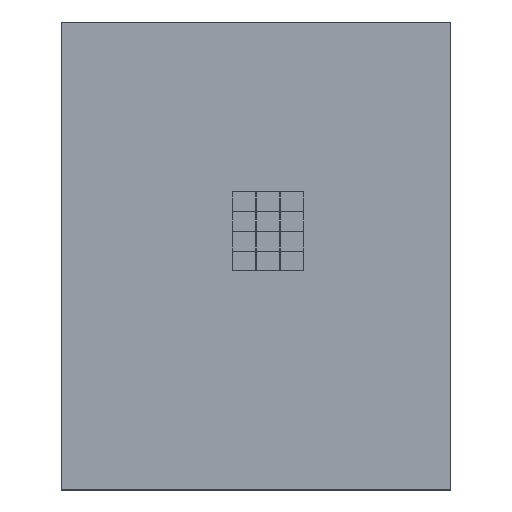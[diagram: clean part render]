
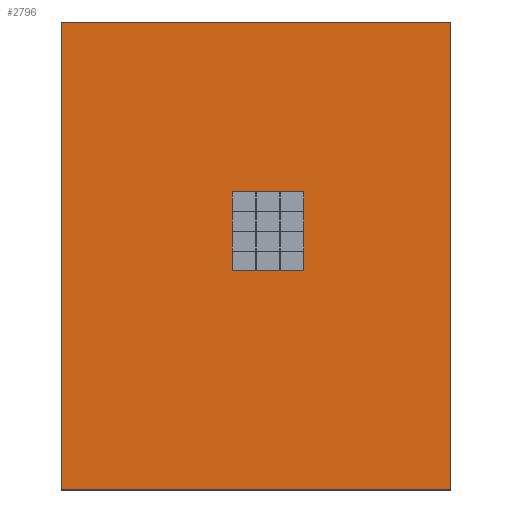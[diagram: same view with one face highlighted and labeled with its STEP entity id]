
A CAD part, top view. The second image highlights one B-rep face of the part: STEP entity #2796.
In plain terms, the highlighted planar face has unit normal (0, 0, 1).
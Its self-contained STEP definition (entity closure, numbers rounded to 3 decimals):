
#271 = DIRECTION ( 'NONE',  ( 0., 1., 0. ) ) ;
#375 = CARTESIAN_POINT ( 'NONE',  ( -1., 1.2, 0.65 ) ) ;
#391 = DIRECTION ( 'NONE',  ( 0., 0., 1. ) ) ;
#405 = DIRECTION ( 'NONE',  ( -1., 0., 0. ) ) ;
#442 = CARTESIAN_POINT ( 'NONE',  ( 1., -1.2, 0.65 ) ) ;
#466 = CARTESIAN_POINT ( 'NONE',  ( -1., -1.2, 0.65 ) ) ;
#500 = ORIENTED_EDGE ( 'NONE', *, *, #2776, .T. ) ;
#620 = VERTEX_POINT ( 'NONE', #3005 ) ;
#742 = VECTOR ( 'NONE', #1130, 1000. ) ;
#813 = EDGE_CURVE ( 'NONE', #620, #3169, #2329, .T. ) ;
#906 = CARTESIAN_POINT ( 'NONE',  ( 0., 0., 0.65 ) ) ;
#982 = VERTEX_POINT ( 'NONE', #2697 ) ;
#996 = CARTESIAN_POINT ( 'NONE',  ( 1., -1.2, 0.65 ) ) ;
#1098 = AXIS2_PLACEMENT_3D ( 'NONE', #906, #391, #1401 ) ;
#1130 = DIRECTION ( 'NONE',  ( 1., 0., 0. ) ) ;
#1140 = CARTESIAN_POINT ( 'NONE',  ( 1., 1.2, 0.65 ) ) ;
#1148 = VECTOR ( 'NONE', #2978, 1000. ) ;
#1161 = PLANE ( 'NONE',  #1098 ) ;
#1219 = EDGE_LOOP ( 'NONE', ( #2022, #500, #2270, #1982 ) ) ;
#1279 = VERTEX_POINT ( 'NONE', #1485 ) ;
#1308 = VECTOR ( 'NONE', #271, 1000. ) ;
#1401 = DIRECTION ( 'NONE',  ( 1., 0., 0. ) ) ;
#1419 = LINE ( 'NONE', #442, #742 ) ;
#1485 = CARTESIAN_POINT ( 'NONE',  ( 1., -1.2, 0.65 ) ) ;
#1662 = VECTOR ( 'NONE', #405, 1000. ) ;
#1733 = LINE ( 'NONE', #466, #1148 ) ;
#1982 = ORIENTED_EDGE ( 'NONE', *, *, #813, .T. ) ;
#2022 = ORIENTED_EDGE ( 'NONE', *, *, #3204, .T. ) ;
#2270 = ORIENTED_EDGE ( 'NONE', *, *, #2350, .T. ) ;
#2329 = LINE ( 'NONE', #1140, #1662 ) ;
#2350 = EDGE_CURVE ( 'NONE', #1279, #620, #2639, .T. ) ;
#2639 = LINE ( 'NONE', #996, #1308 ) ;
#2697 = CARTESIAN_POINT ( 'NONE',  ( -1., -1.2, 0.65 ) ) ;
#2754 = FACE_OUTER_BOUND ( 'NONE', #1219, .T. ) ;
#2776 = EDGE_CURVE ( 'NONE', #982, #1279, #1419, .T. ) ;
#2796 = ADVANCED_FACE ( 'NONE', ( #2754 ), #1161, .T. ) ;
#2978 = DIRECTION ( 'NONE',  ( 0., -1., 0. ) ) ;
#3005 = CARTESIAN_POINT ( 'NONE',  ( 1., 1.2, 0.65 ) ) ;
#3169 = VERTEX_POINT ( 'NONE', #375 ) ;
#3204 = EDGE_CURVE ( 'NONE', #3169, #982, #1733, .T. ) ;
